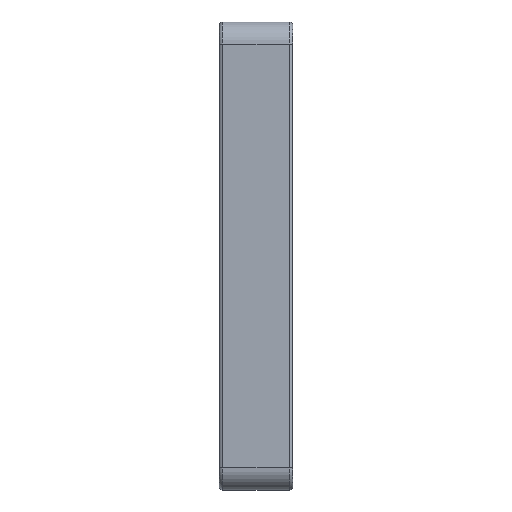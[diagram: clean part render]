
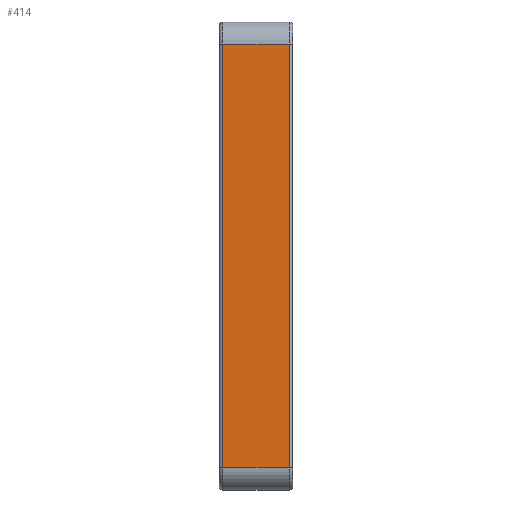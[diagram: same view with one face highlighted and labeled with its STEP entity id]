
A CAD part, left-side view. The second image highlights one B-rep face of the part: STEP entity #414.
In plain terms, the highlighted planar face has unit normal (-1, 0, 0).
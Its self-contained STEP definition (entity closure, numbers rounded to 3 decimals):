
#72 = ORIENTED_EDGE ( 'NONE', *, *, #3319, .T. ) ;
#106 = FACE_OUTER_BOUND ( 'NONE', #3520, .T. ) ;
#299 = CARTESIAN_POINT ( 'NONE',  ( -31.75, 9.5, -28.75 ) ) ;
#335 = DIRECTION ( 'NONE',  ( 0., 0., -1. ) ) ;
#402 = EDGE_CURVE ( 'NONE', #3054, #1441, #2627, .T. ) ;
#414 = ADVANCED_FACE ( 'NONE', ( #106 ), #1332, .F. ) ;
#521 = EDGE_CURVE ( 'NONE', #2740, #1453, #2394, .T. ) ;
#545 = CARTESIAN_POINT ( 'NONE',  ( -31.75, 10., 28.75 ) ) ;
#573 = ORIENTED_EDGE ( 'NONE', *, *, #402, .T. ) ;
#623 = ORIENTED_EDGE ( 'NONE', *, *, #1382, .T. ) ;
#723 = CARTESIAN_POINT ( 'NONE',  ( -31.75, 0.5, 28.75 ) ) ;
#731 = CARTESIAN_POINT ( 'NONE',  ( -31.75, 10., -31.75 ) ) ;
#960 = DIRECTION ( 'NONE',  ( 0., 0., 1. ) ) ;
#1037 = CARTESIAN_POINT ( 'NONE',  ( -31.75, 0.5, -31.75 ) ) ;
#1302 = ORIENTED_EDGE ( 'NONE', *, *, #521, .T. ) ;
#1332 = PLANE ( 'NONE',  #2609 ) ;
#1360 = CARTESIAN_POINT ( 'NONE',  ( -31.75, 9.5, 28.75 ) ) ;
#1382 = EDGE_CURVE ( 'NONE', #1441, #2740, #1913, .T. ) ;
#1441 = VERTEX_POINT ( 'NONE', #3316 ) ;
#1453 = VERTEX_POINT ( 'NONE', #1360 ) ;
#1461 = DIRECTION ( 'NONE',  ( 0., 1., 0. ) ) ;
#1554 = VECTOR ( 'NONE', #1461, 1000. ) ;
#1694 = VECTOR ( 'NONE', #3793, 1000. ) ;
#1913 = LINE ( 'NONE', #1037, #2493 ) ;
#2394 = LINE ( 'NONE', #545, #1554 ) ;
#2493 = VECTOR ( 'NONE', #960, 1000. ) ;
#2542 = CARTESIAN_POINT ( 'NONE',  ( -31.75, 10., -28.75 ) ) ;
#2609 = AXIS2_PLACEMENT_3D ( 'NONE', #731, #3230, #3022 ) ;
#2627 = LINE ( 'NONE', #2542, #1694 ) ;
#2740 = VERTEX_POINT ( 'NONE', #723 ) ;
#2888 = CARTESIAN_POINT ( 'NONE',  ( -31.75, 9.5, -28.75 ) ) ;
#3022 = DIRECTION ( 'NONE',  ( 0., 0., -1. ) ) ;
#3054 = VERTEX_POINT ( 'NONE', #299 ) ;
#3230 = DIRECTION ( 'NONE',  ( 1., 0., 0. ) ) ;
#3316 = CARTESIAN_POINT ( 'NONE',  ( -31.75, 0.5, -28.75 ) ) ;
#3319 = EDGE_CURVE ( 'NONE', #1453, #3054, #3540, .T. ) ;
#3520 = EDGE_LOOP ( 'NONE', ( #573, #623, #1302, #72 ) ) ;
#3540 = LINE ( 'NONE', #2888, #3663 ) ;
#3663 = VECTOR ( 'NONE', #335, 1000. ) ;
#3793 = DIRECTION ( 'NONE',  ( 0., -1., 0. ) ) ;
